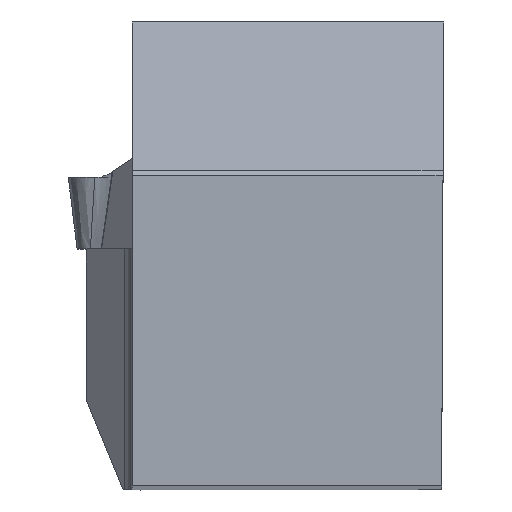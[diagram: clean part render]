
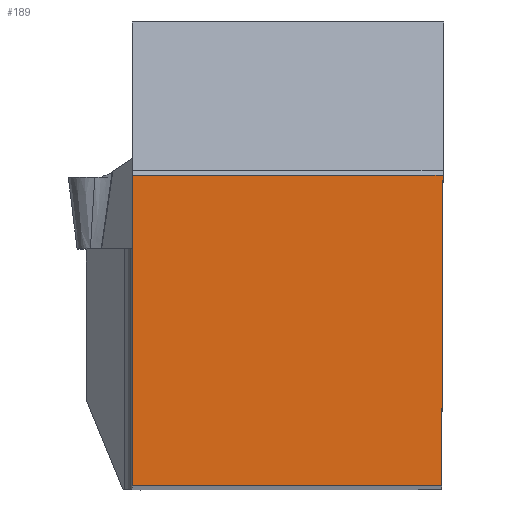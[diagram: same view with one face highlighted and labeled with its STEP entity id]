
A CAD part, top view. The second image highlights one B-rep face of the part: STEP entity #189.
In plain terms, the highlighted planar face has unit normal (0, 0, 1).
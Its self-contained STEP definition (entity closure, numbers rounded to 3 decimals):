
#189=ADVANCED_FACE('',(#274),#239,.T.);
#239=PLANE('',#1158);
#274=FACE_OUTER_BOUND('',#323,.T.);
#323=EDGE_LOOP('',(#435,#436,#437,#438));
#435=ORIENTED_EDGE('',*,*,#811,.F.);
#436=ORIENTED_EDGE('',*,*,#815,.F.);
#437=ORIENTED_EDGE('',*,*,#767,.T.);
#438=ORIENTED_EDGE('',*,*,#816,.T.);
#665=VERTEX_POINT('',#1443);
#666=VERTEX_POINT('',#1445);
#696=VERTEX_POINT('',#1522);
#700=VERTEX_POINT('',#1530);
#767=EDGE_CURVE('',#666,#665,#914,.T.);
#811=EDGE_CURVE('',#700,#696,#954,.T.);
#815=EDGE_CURVE('',#666,#700,#958,.T.);
#816=EDGE_CURVE('',#665,#696,#959,.T.);
#914=LINE('',#1444,#1001);
#954=LINE('',#1531,#1041);
#958=LINE('',#1538,#1045);
#959=LINE('',#1539,#1046);
#1001=VECTOR('',#1219,1.);
#1041=VECTOR('',#1283,1.);
#1045=VECTOR('',#1293,1.);
#1046=VECTOR('',#1294,1.);
#1158=AXIS2_PLACEMENT_3D('',#1540,#1295,#1296);
#1219=DIRECTION('',(0.,-1.,0.));
#1283=DIRECTION('',(-0.004,-1.,0.));
#1293=DIRECTION('',(1.,0.,0.));
#1294=DIRECTION('',(1.,0.,0.));
#1295=DIRECTION('',(0.,0.,1.));
#1296=DIRECTION('',(-1.,0.,0.));
#1443=CARTESIAN_POINT('',(-19.875,0.,0.));
#1444=CARTESIAN_POINT('',(-19.875,-9.,0.));
#1445=CARTESIAN_POINT('',(-19.875,19.875,0.));
#1522=CARTESIAN_POINT('',(-0.087,0.,0.));
#1530=CARTESIAN_POINT('',(0.,19.875,0.));
#1531=CARTESIAN_POINT('',(-0.127,-9.122,0.));
#1538=CARTESIAN_POINT('',(-28.167,19.875,0.));
#1539=CARTESIAN_POINT('',(-28.167,0.,0.));
#1540=CARTESIAN_POINT('',(-28.167,-9.,0.));
